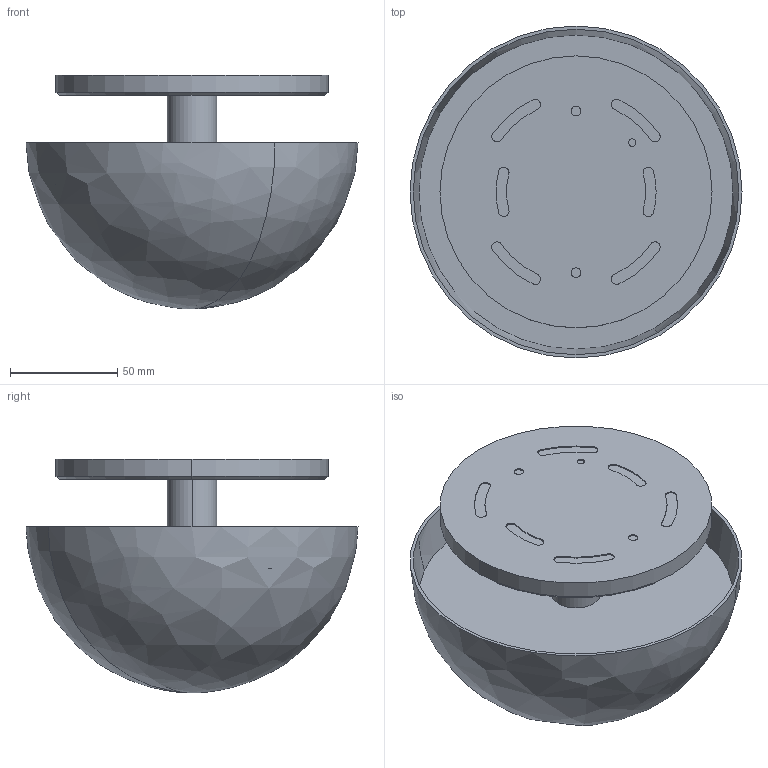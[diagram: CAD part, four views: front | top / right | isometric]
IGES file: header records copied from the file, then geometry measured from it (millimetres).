
Start section: SolidWorks IGES file using analytic representation for surfaces
Global section: file name: ECLPSF - Eclipse Sconce - Fixed.IGS; native system: SolidWorks 2015; preprocessor: SolidWorks 2015; author: Design; date: 190307.125924; units: millimetre
Bounding box: 155 x 155 x 109.19 mm (x, y, z)
Volume: 765032.9 mm3; surface area: 95591.7 mm2
Topology: 1 solids, 1 shells, 61 faces, 142 edges, 93 vertices
Faces by surface type: revolution 44, plane 13, bspline 4
